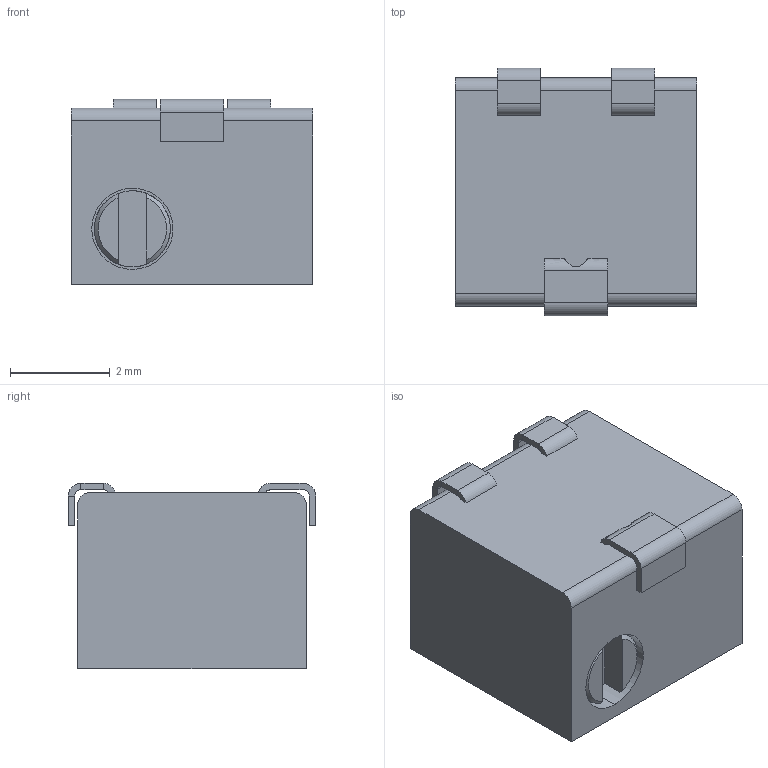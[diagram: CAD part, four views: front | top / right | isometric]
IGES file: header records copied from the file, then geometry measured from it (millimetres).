
Start section:  PTC IGES file: 3224j.igs
Global section: file name: 3224j.igs; native system: Creo Parametric by Parametric Technology Corporation; preprocessor: 2012230; author: maxm; organization: Unknown; date: 20130801.151541; units: inch
Bounding box: 4.83 x 4.95 x 3.71 mm (x, y, z)
Surface area: 129.9 mm2 (no closed solid volume)
Topology: 0 solids, 0 shells, 74 faces, 380 edges, 380 vertices
Faces by surface type: bspline 48, revolution 26
